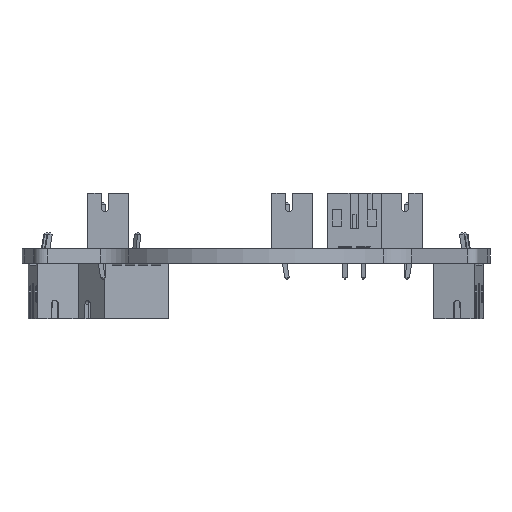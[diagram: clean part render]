
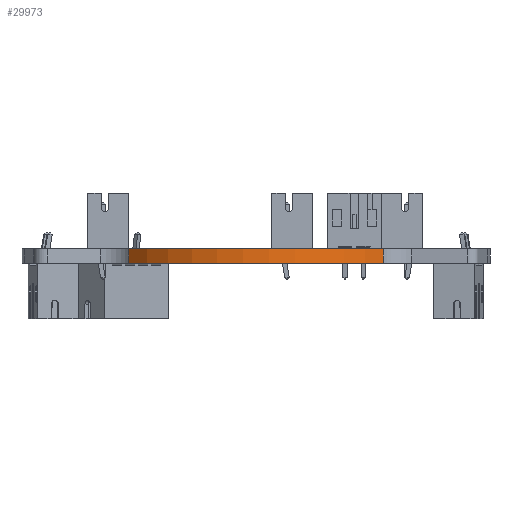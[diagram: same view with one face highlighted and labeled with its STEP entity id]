
A CAD part, front view. The second image highlights one B-rep face of the part: STEP entity #29973.
In plain terms, the highlighted cylindrical face has radius 18 mm (diameter 36 mm), a partial arc.
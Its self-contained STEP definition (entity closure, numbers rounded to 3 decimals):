
#26033 = PLANE('',#26034);
#26034 = AXIS2_PLACEMENT_3D('',#26035,#26036,#26037);
#26035 = CARTESIAN_POINT('',(98.888,-99.794,1.6));
#26036 = DIRECTION('',(0.,0.,1.));
#26037 = DIRECTION('',(1.,0.,-0.));
#26087 = PLANE('',#26088);
#26088 = AXIS2_PLACEMENT_3D('',#26089,#26090,#26091);
#26089 = CARTESIAN_POINT('',(98.888,-99.794,0.));
#26090 = DIRECTION('',(0.,0.,1.));
#26091 = DIRECTION('',(1.,0.,-0.));
#26370 = VERTEX_POINT('',#26371);
#26371 = CARTESIAN_POINT('',(86.115,-111.455,0.));
#26386 = CYLINDRICAL_SURFACE('',#26387,4.);
#26387 = AXIS2_PLACEMENT_3D('',#26388,#26389,#26390);
#26388 = CARTESIAN_POINT('',(83.029,-114.,0.));
#26389 = DIRECTION('',(-0.,-0.,-1.));
#26390 = DIRECTION('',(1.,0.,-0.));
#26398 = EDGE_CURVE('',#26370,#26399,#26401,.T.);
#26399 = VERTEX_POINT('',#26400);
#26400 = CARTESIAN_POINT('',(113.885,-111.455,0.));
#26401 = SURFACE_CURVE('',#26402,(#26407,#26414),.PCURVE_S1.);
#26402 = CIRCLE('',#26403,18.);
#26403 = AXIS2_PLACEMENT_3D('',#26404,#26405,#26406);
#26404 = CARTESIAN_POINT('',(100.,-100.,0.));
#26405 = DIRECTION('',(0.,0.,1.));
#26406 = DIRECTION('',(1.,0.,-0.));
#26407 = PCURVE('',#26087,#26408);
#26408 = DEFINITIONAL_REPRESENTATION('',(#26409),#26413);
#26409 = CIRCLE('',#26410,18.);
#26410 = AXIS2_PLACEMENT_2D('',#26411,#26412);
#26411 = CARTESIAN_POINT('',(1.112,-0.206));
#26412 = DIRECTION('',(1.,0.));
#26413 = ( GEOMETRIC_REPRESENTATION_CONTEXT(2) 
PARAMETRIC_REPRESENTATION_CONTEXT() REPRESENTATION_CONTEXT('2D SPACE',''
  ) );
#26414 = PCURVE('',#26415,#26420);
#26415 = CYLINDRICAL_SURFACE('',#26416,18.);
#26416 = AXIS2_PLACEMENT_3D('',#26417,#26418,#26419);
#26417 = CARTESIAN_POINT('',(100.,-100.,0.));
#26418 = DIRECTION('',(-0.,-0.,-1.));
#26419 = DIRECTION('',(1.,0.,-0.));
#26420 = DEFINITIONAL_REPRESENTATION('',(#26421),#26425);
#26421 = LINE('',#26422,#26423);
#26422 = CARTESIAN_POINT('',(-0.,0.));
#26423 = VECTOR('',#26424,1.);
#26424 = DIRECTION('',(-1.,0.));
#26425 = ( GEOMETRIC_REPRESENTATION_CONTEXT(2) 
PARAMETRIC_REPRESENTATION_CONTEXT() REPRESENTATION_CONTEXT('2D SPACE',''
  ) );
#26444 = CYLINDRICAL_SURFACE('',#26445,4.);
#26445 = AXIS2_PLACEMENT_3D('',#26446,#26447,#26448);
#26446 = CARTESIAN_POINT('',(116.971,-114.,0.));
#26447 = DIRECTION('',(-0.,-0.,-1.));
#26448 = DIRECTION('',(1.,0.,-0.));
#28216 = VERTEX_POINT('',#28217);
#28217 = CARTESIAN_POINT('',(86.115,-111.455,1.6));
#28239 = EDGE_CURVE('',#28216,#28240,#28242,.T.);
#28240 = VERTEX_POINT('',#28241);
#28241 = CARTESIAN_POINT('',(113.885,-111.455,1.6));
#28242 = SURFACE_CURVE('',#28243,(#28248,#28255),.PCURVE_S1.);
#28243 = CIRCLE('',#28244,18.);
#28244 = AXIS2_PLACEMENT_3D('',#28245,#28246,#28247);
#28245 = CARTESIAN_POINT('',(100.,-100.,1.6));
#28246 = DIRECTION('',(0.,0.,1.));
#28247 = DIRECTION('',(1.,0.,-0.));
#28248 = PCURVE('',#26033,#28249);
#28249 = DEFINITIONAL_REPRESENTATION('',(#28250),#28254);
#28250 = CIRCLE('',#28251,18.);
#28251 = AXIS2_PLACEMENT_2D('',#28252,#28253);
#28252 = CARTESIAN_POINT('',(1.112,-0.206));
#28253 = DIRECTION('',(1.,0.));
#28254 = ( GEOMETRIC_REPRESENTATION_CONTEXT(2) 
PARAMETRIC_REPRESENTATION_CONTEXT() REPRESENTATION_CONTEXT('2D SPACE',''
  ) );
#28255 = PCURVE('',#26415,#28256);
#28256 = DEFINITIONAL_REPRESENTATION('',(#28257),#28261);
#28257 = LINE('',#28258,#28259);
#28258 = CARTESIAN_POINT('',(-0.,-1.6));
#28259 = VECTOR('',#28260,1.);
#28260 = DIRECTION('',(-1.,0.));
#28261 = ( GEOMETRIC_REPRESENTATION_CONTEXT(2) 
PARAMETRIC_REPRESENTATION_CONTEXT() REPRESENTATION_CONTEXT('2D SPACE',''
  ) );
#29923 = EDGE_CURVE('',#26370,#28216,#29924,.T.);
#29924 = SURFACE_CURVE('',#29925,(#29929,#29936),.PCURVE_S1.);
#29925 = LINE('',#29926,#29927);
#29926 = CARTESIAN_POINT('',(86.115,-111.455,0.));
#29927 = VECTOR('',#29928,1.);
#29928 = DIRECTION('',(0.,0.,1.));
#29929 = PCURVE('',#26386,#29930);
#29930 = DEFINITIONAL_REPRESENTATION('',(#29931),#29935);
#29931 = LINE('',#29932,#29933);
#29932 = CARTESIAN_POINT('',(-0.69,0.));
#29933 = VECTOR('',#29934,1.);
#29934 = DIRECTION('',(-0.,-1.));
#29935 = ( GEOMETRIC_REPRESENTATION_CONTEXT(2) 
PARAMETRIC_REPRESENTATION_CONTEXT() REPRESENTATION_CONTEXT('2D SPACE',''
  ) );
#29936 = PCURVE('',#26415,#29937);
#29937 = DEFINITIONAL_REPRESENTATION('',(#29938),#29942);
#29938 = LINE('',#29939,#29940);
#29939 = CARTESIAN_POINT('',(-3.831,0.));
#29940 = VECTOR('',#29941,1.);
#29941 = DIRECTION('',(-0.,-1.));
#29942 = ( GEOMETRIC_REPRESENTATION_CONTEXT(2) 
PARAMETRIC_REPRESENTATION_CONTEXT() REPRESENTATION_CONTEXT('2D SPACE',''
  ) );
#29973 = ADVANCED_FACE('',(#29974),#26415,.T.);
#29974 = FACE_BOUND('',#29975,.F.);
#29975 = EDGE_LOOP('',(#29976,#29977,#29978,#29999));
#29976 = ORIENTED_EDGE('',*,*,#29923,.T.);
#29977 = ORIENTED_EDGE('',*,*,#28239,.T.);
#29978 = ORIENTED_EDGE('',*,*,#29979,.F.);
#29979 = EDGE_CURVE('',#26399,#28240,#29980,.T.);
#29980 = SURFACE_CURVE('',#29981,(#29985,#29992),.PCURVE_S1.);
#29981 = LINE('',#29982,#29983);
#29982 = CARTESIAN_POINT('',(113.885,-111.455,0.));
#29983 = VECTOR('',#29984,1.);
#29984 = DIRECTION('',(0.,0.,1.));
#29985 = PCURVE('',#26415,#29986);
#29986 = DEFINITIONAL_REPRESENTATION('',(#29987),#29991);
#29987 = LINE('',#29988,#29989);
#29988 = CARTESIAN_POINT('',(-5.593,0.));
#29989 = VECTOR('',#29990,1.);
#29990 = DIRECTION('',(-0.,-1.));
#29991 = ( GEOMETRIC_REPRESENTATION_CONTEXT(2) 
PARAMETRIC_REPRESENTATION_CONTEXT() REPRESENTATION_CONTEXT('2D SPACE',''
  ) );
#29992 = PCURVE('',#26444,#29993);
#29993 = DEFINITIONAL_REPRESENTATION('',(#29994),#29998);
#29994 = LINE('',#29995,#29996);
#29995 = CARTESIAN_POINT('',(-2.452,0.));
#29996 = VECTOR('',#29997,1.);
#29997 = DIRECTION('',(-0.,-1.));
#29998 = ( GEOMETRIC_REPRESENTATION_CONTEXT(2) 
PARAMETRIC_REPRESENTATION_CONTEXT() REPRESENTATION_CONTEXT('2D SPACE',''
  ) );
#29999 = ORIENTED_EDGE('',*,*,#26398,.F.);
